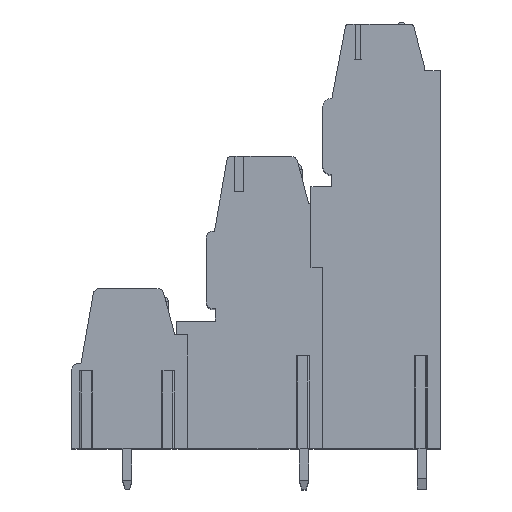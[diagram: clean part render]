
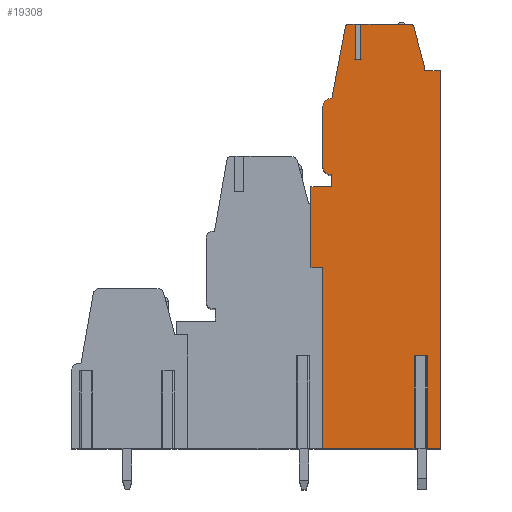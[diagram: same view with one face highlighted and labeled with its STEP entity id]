
A CAD part, top view. The second image highlights one B-rep face of the part: STEP entity #19308.
In plain terms, the highlighted planar face has unit normal (0, 0, 1).
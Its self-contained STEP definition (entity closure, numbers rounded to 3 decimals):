
#13=DIRECTION('',(0.,1.,0.));
#14=VECTOR('',#13,15.6);
#15=CARTESIAN_POINT('',(1.,-19.1,43.18));
#16=LINE('',#15,#14);
#17=DIRECTION('',(1.,0.,0.));
#18=VECTOR('',#17,1.);
#19=CARTESIAN_POINT('',(0.,-3.5,43.18));
#20=LINE('',#19,#18);
#21=DIRECTION('',(-1.,0.,0.));
#22=VECTOR('',#21,1.8);
#23=CARTESIAN_POINT('',(1.8,3.5,43.18));
#24=LINE('',#23,#22);
#25=DIRECTION('',(0.,-1.,0.));
#26=VECTOR('',#25,1.);
#27=CARTESIAN_POINT('',(1.8,4.5,43.18));
#28=LINE('',#27,#26);
#29=CARTESIAN_POINT('',(1.8,5.3,43.18));
#30=DIRECTION('',(0.,0.,1.));
#31=DIRECTION('',(-1.,0.,0.));
#32=AXIS2_PLACEMENT_3D('',#29,#30,#31);
#34=DIRECTION('',(0.,-1.,0.));
#35=VECTOR('',#34,5.);
#36=CARTESIAN_POINT('',(1.,10.3,43.18));
#37=LINE('',#36,#35);
#38=CARTESIAN_POINT('',(1.8,10.3,43.18));
#39=DIRECTION('',(0.,0.,1.));
#40=DIRECTION('',(0.,1.,0.));
#41=AXIS2_PLACEMENT_3D('',#38,#39,#40);
#43=DIRECTION('',(-0.186,-0.983,0.));
#44=VECTOR('',#43,6.265);
#45=CARTESIAN_POINT('',(2.964,17.256,43.18));
#46=LINE('',#45,#44);
#47=CARTESIAN_POINT('',(3.259,17.2,43.18));
#48=DIRECTION('',(0.,0.,1.));
#49=DIRECTION('',(0.,1.,0.));
#50=AXIS2_PLACEMENT_3D('',#47,#48,#49);
#52=DIRECTION('',(-1.,0.,0.));
#53=VECTOR('',#52,0.551);
#54=CARTESIAN_POINT('',(3.81,17.5,43.18));
#55=LINE('',#54,#53);
#56=DIRECTION('',(0.,-1.,0.));
#57=VECTOR('',#56,3.05);
#58=CARTESIAN_POINT('',(3.81,17.5,43.18));
#59=LINE('',#58,#57);
#60=DIRECTION('',(1.,0.,0.));
#61=VECTOR('',#60,0.5);
#62=CARTESIAN_POINT('',(3.81,14.45,43.18));
#63=LINE('',#62,#61);
#64=DIRECTION('',(0.,-1.,0.));
#65=VECTOR('',#64,3.05);
#66=CARTESIAN_POINT('',(4.31,17.5,43.18));
#67=LINE('',#66,#65);
#68=DIRECTION('',(-1.,0.,0.));
#69=VECTOR('',#68,4.27);
#70=CARTESIAN_POINT('',(8.58,17.5,43.18));
#71=LINE('',#70,#69);
#72=CARTESIAN_POINT('',(8.58,17.2,43.18));
#73=DIRECTION('',(0.,0.,1.));
#74=DIRECTION('',(0.965,0.261,0.));
#75=AXIS2_PLACEMENT_3D('',#72,#73,#74);
#77=DIRECTION('',(-0.261,0.965,0.));
#78=VECTOR('',#77,3.539);
#79=CARTESIAN_POINT('',(9.792,13.861,43.18));
#80=LINE('',#79,#78);
#81=DIRECTION('',(-0.035,0.999,0.));
#82=VECTOR('',#81,0.361);
#83=CARTESIAN_POINT('',(9.805,13.5,43.18));
#84=LINE('',#83,#82);
#85=DIRECTION('',(-1.,0.,0.));
#86=VECTOR('',#85,1.355);
#87=CARTESIAN_POINT('',(11.16,13.5,43.18));
#88=LINE('',#87,#86);
#89=DIRECTION('',(0.,1.,0.));
#90=VECTOR('',#89,32.6);
#91=CARTESIAN_POINT('',(11.16,-19.1,43.18));
#92=LINE('',#91,#90);
#93=DIRECTION('',(1.,0.,0.));
#94=VECTOR('',#93,1.39);
#95=CARTESIAN_POINT('',(9.77,-19.1,43.18));
#96=LINE('',#95,#94);
#97=DIRECTION('',(0.,1.,0.));
#98=VECTOR('',#97,8.);
#99=CARTESIAN_POINT('',(9.77,-19.1,43.18));
#100=LINE('',#99,#98);
#101=DIRECTION('',(-1.,0.,0.));
#102=VECTOR('',#101,0.62);
#103=CARTESIAN_POINT('',(9.77,-11.1,43.18));
#104=LINE('',#103,#102);
#105=DIRECTION('',(0.,1.,0.));
#106=VECTOR('',#105,8.);
#107=CARTESIAN_POINT('',(9.15,-19.1,43.18));
#108=LINE('',#107,#106);
#109=DIRECTION('',(1.,0.,0.));
#110=VECTOR('',#109,8.15);
#111=CARTESIAN_POINT('',(1.,-19.1,43.18));
#112=LINE('',#111,#110);
#2492=DIRECTION('',(0.,-1.,0.));
#2493=VECTOR('',#2492,7.);
#2494=CARTESIAN_POINT('',(0.,3.5,43.18));
#2495=LINE('',#2494,#2493);
#15149=CARTESIAN_POINT('',(11.16,-19.1,43.18));
#15150=CARTESIAN_POINT('',(11.16,13.5,43.18));
#15151=VERTEX_POINT('',#15149);
#15152=VERTEX_POINT('',#15150);
#15153=CARTESIAN_POINT('',(9.805,13.5,43.18));
#15154=VERTEX_POINT('',#15153);
#15155=CARTESIAN_POINT('',(9.792,13.861,43.18));
#15156=VERTEX_POINT('',#15155);
#15157=CARTESIAN_POINT('',(8.87,17.278,43.18));
#15158=VERTEX_POINT('',#15157);
#15159=CARTESIAN_POINT('',(8.58,17.5,43.18));
#15160=VERTEX_POINT('',#15159);
#15161=CARTESIAN_POINT('',(3.259,17.5,43.18));
#15162=CARTESIAN_POINT('',(2.964,17.256,43.18));
#15163=VERTEX_POINT('',#15161);
#15164=VERTEX_POINT('',#15162);
#15165=CARTESIAN_POINT('',(1.8,11.1,43.18));
#15166=VERTEX_POINT('',#15165);
#15167=CARTESIAN_POINT('',(1.,10.3,43.18));
#15168=VERTEX_POINT('',#15167);
#15169=CARTESIAN_POINT('',(1.,5.3,43.18));
#15170=VERTEX_POINT('',#15169);
#15171=CARTESIAN_POINT('',(1.8,4.5,43.18));
#15172=VERTEX_POINT('',#15171);
#15173=CARTESIAN_POINT('',(1.8,3.5,43.18));
#15174=VERTEX_POINT('',#15173);
#15175=CARTESIAN_POINT('',(0.,3.5,43.18));
#15176=VERTEX_POINT('',#15175);
#15261=CARTESIAN_POINT('',(9.77,-11.1,43.18));
#15262=CARTESIAN_POINT('',(9.15,-11.1,43.18));
#15263=VERTEX_POINT('',#15261);
#15264=VERTEX_POINT('',#15262);
#15265=CARTESIAN_POINT('',(9.77,-19.1,43.18));
#15266=VERTEX_POINT('',#15265);
#15267=CARTESIAN_POINT('',(9.15,-19.1,43.18));
#15268=VERTEX_POINT('',#15267);
#15269=CARTESIAN_POINT('',(1.,-19.1,43.18));
#15270=VERTEX_POINT('',#15269);
#15307=CARTESIAN_POINT('',(3.81,14.45,43.18));
#15308=CARTESIAN_POINT('',(4.31,14.45,43.18));
#15309=VERTEX_POINT('',#15307);
#15310=VERTEX_POINT('',#15308);
#15311=CARTESIAN_POINT('',(3.81,17.5,43.18));
#15312=VERTEX_POINT('',#15311);
#15317=CARTESIAN_POINT('',(4.31,17.5,43.18));
#15318=VERTEX_POINT('',#15317);
#17751=CARTESIAN_POINT('',(1.,-3.5,43.18));
#17752=VERTEX_POINT('',#17751);
#17753=CARTESIAN_POINT('',(0.,-3.5,43.18));
#17754=VERTEX_POINT('',#17753);
#19251=CARTESIAN_POINT('',(0.,0.,43.18));
#19252=DIRECTION('',(0.,0.,1.));
#19253=DIRECTION('',(1.,0.,0.));
#19254=AXIS2_PLACEMENT_3D('',#19251,#19252,#19253);
#19255=PLANE('',#19254);
#19257=ORIENTED_EDGE('',*,*,#19256,.T.);
#19259=ORIENTED_EDGE('',*,*,#19258,.F.);
#19261=ORIENTED_EDGE('',*,*,#19260,.F.);
#19263=ORIENTED_EDGE('',*,*,#19262,.F.);
#19265=ORIENTED_EDGE('',*,*,#19264,.F.);
#19267=ORIENTED_EDGE('',*,*,#19266,.F.);
#19269=ORIENTED_EDGE('',*,*,#19268,.F.);
#19271=ORIENTED_EDGE('',*,*,#19270,.F.);
#19273=ORIENTED_EDGE('',*,*,#19272,.F.);
#19275=ORIENTED_EDGE('',*,*,#19274,.F.);
#19277=ORIENTED_EDGE('',*,*,#19276,.F.);
#19279=ORIENTED_EDGE('',*,*,#19278,.T.);
#19281=ORIENTED_EDGE('',*,*,#19280,.T.);
#19283=ORIENTED_EDGE('',*,*,#19282,.F.);
#19285=ORIENTED_EDGE('',*,*,#19284,.F.);
#19287=ORIENTED_EDGE('',*,*,#19286,.F.);
#19289=ORIENTED_EDGE('',*,*,#19288,.F.);
#19291=ORIENTED_EDGE('',*,*,#19290,.F.);
#19293=ORIENTED_EDGE('',*,*,#19292,.F.);
#19295=ORIENTED_EDGE('',*,*,#19294,.F.);
#19297=ORIENTED_EDGE('',*,*,#19296,.F.);
#19299=ORIENTED_EDGE('',*,*,#19298,.T.);
#19301=ORIENTED_EDGE('',*,*,#19300,.T.);
#19303=ORIENTED_EDGE('',*,*,#19302,.F.);
#19305=ORIENTED_EDGE('',*,*,#19304,.F.);
#19306=EDGE_LOOP('',(#19257,#19259,#19261,#19263,#19265,#19267,#19269,#19271,
#19273,#19275,#19277,#19279,#19281,#19283,#19285,#19287,#19289,#19291,#19293,
#19295,#19297,#19299,#19301,#19303,#19305));
#19307=FACE_OUTER_BOUND('',#19306,.F.);
#33=CIRCLE('',#32,0.8);
#42=CIRCLE('',#41,0.8);
#51=CIRCLE('',#50,0.3);
#76=CIRCLE('',#75,0.3);
#19256=EDGE_CURVE('',#15270,#17752,#16,.T.);
#19258=EDGE_CURVE('',#17754,#17752,#20,.T.);
#19260=EDGE_CURVE('',#15176,#17754,#2495,.T.);
#19262=EDGE_CURVE('',#15174,#15176,#24,.T.);
#19264=EDGE_CURVE('',#15172,#15174,#28,.T.);
#19266=EDGE_CURVE('',#15170,#15172,#33,.T.);
#19268=EDGE_CURVE('',#15168,#15170,#37,.T.);
#19270=EDGE_CURVE('',#15166,#15168,#42,.T.);
#19272=EDGE_CURVE('',#15164,#15166,#46,.T.);
#19274=EDGE_CURVE('',#15163,#15164,#51,.T.);
#19276=EDGE_CURVE('',#15312,#15163,#55,.T.);
#19278=EDGE_CURVE('',#15312,#15309,#59,.T.);
#19280=EDGE_CURVE('',#15309,#15310,#63,.T.);
#19282=EDGE_CURVE('',#15318,#15310,#67,.T.);
#19284=EDGE_CURVE('',#15160,#15318,#71,.T.);
#19286=EDGE_CURVE('',#15158,#15160,#76,.T.);
#19288=EDGE_CURVE('',#15156,#15158,#80,.T.);
#19290=EDGE_CURVE('',#15154,#15156,#84,.T.);
#19292=EDGE_CURVE('',#15152,#15154,#88,.T.);
#19294=EDGE_CURVE('',#15151,#15152,#92,.T.);
#19296=EDGE_CURVE('',#15266,#15151,#96,.T.);
#19298=EDGE_CURVE('',#15266,#15263,#100,.T.);
#19300=EDGE_CURVE('',#15263,#15264,#104,.T.);
#19302=EDGE_CURVE('',#15268,#15264,#108,.T.);
#19304=EDGE_CURVE('',#15270,#15268,#112,.T.);
#19308=ADVANCED_FACE('',(#19307),#19255,.T.);
